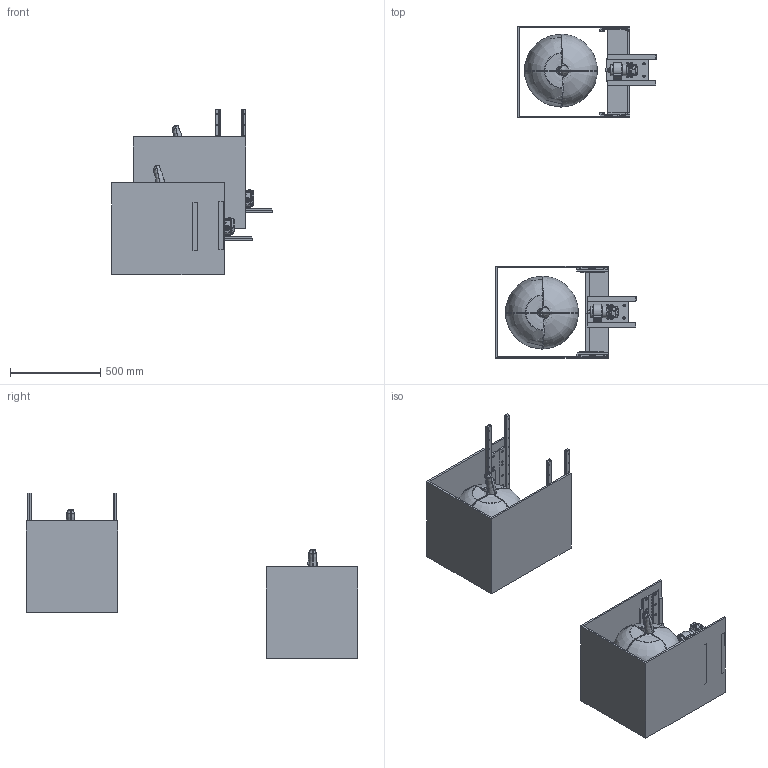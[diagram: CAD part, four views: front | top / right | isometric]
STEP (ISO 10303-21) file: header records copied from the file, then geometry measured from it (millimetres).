
FILE_DESCRIPTION( ( '' ), ' ' );
FILE_NAME( '5c9c1c565050eb14de51a8a0.step', '2019-03-28T00:59:03', ( '' ), ( '' ), ' ', ' ', ' ' );
FILE_SCHEMA( ( 'AUTOMOTIVE_DESIGN { 1 0 10303 214 1 1 1 1 }' ) );
Length unit declared in the file: metre
Products named in the file (32): 16 in RackAssembly <2>; innerRailBrace; 16 in rack; outerRailBrace; Vertical Gantry <1>; motor plate; Motor Mount; short inner brace; short outer brace; large pinion 60 circ v2; 9 in Rack Assembly <1>; 9 in rack; 16 in RackAssembly <1>; 9 in Rack Assembly <2>; Vertical Gantry <2>; Pumpkin <2>; Part 1; Surface 6; Surface 7; Surface 3; Surface 4; Surface 10; Surface 9; Surface 2; Surface 8; Surface 5; Pumpkin <1>; Assem1; Z Axis Bracket; 20x20 Box
Assembly tree (72 placements, depth 3):
  Assem1
    Z Axis Bracket  x2
    Part 1  x2
    Part 1  x2
    20x20 Box  x2
    9 in Rack Assembly <1>
      short inner brace  x2
      short outer brace  x2
      9 in rack
    Pumpkin <2>
      Part 1
      Surface 6
      Surface 7
      Surface 3
      Surface 4
      Surface 10
      Surface 9
      Surface 2
      Surface 8
      Surface 5
    Pumpkin <1>
      Surface 6
      Part 1
      Surface 3
      Surface 9
      Surface 2
      Surface 5
      Surface 10
      Surface 4
      Surface 7
      Surface 8
    9 in Rack Assembly <2>
      short outer brace  x2
      9 in rack
      short inner brace  x2
    Vertical Gantry <1>
      motor plate
      Motor Mount
      short inner brace  x2
      short outer brace  x2
      large pinion 60 circ v2
      16 in rack
    Vertical Gantry <2>
      short inner brace  x2
      large pinion 60 circ v2
      motor plate
      Motor Mount
      16 in rack
      short outer brace  x2
    16 in RackAssembly <1>
      outerRailBrace  x2
      16 in rack
      innerRailBrace  x2
    16 in RackAssembly <2>
      innerRailBrace  x2
      16 in rack
      outerRailBrace  x2
Bounding box: 888.47 x 1835.17 x 914.25 mm (x, y, z)
Volume: 29416833.2 mm3; surface area: 7429337.7 mm2
Topology: 44 solids, 64 shells, 3090 faces, 8378 edges, 5510 vertices
Faces by surface type: plane 1528, cylinder 886, bspline 306, extrusion 258, cone 78, revolution 18, torus 12, sphere 4
Full cylindrical faces by diameter (mm): 4 x2, 4.3 x2, 5.1 x4, 5.325 x2, 5.75 x2, 6.25 x2, 6.35 x82, 6.5 x4, 6.85 x4, 7.1 x2, 12.6 x4, 14.5 x2, 19.3 x4, 19.5 x2, 30.399 x2, 61.25 x2
Entity records: 79194 total; most frequent: CARTESIAN_POINT 40887, ORIENTED_EDGE 6791, DIRECTION 5617, EDGE_CURVE 3412, VERTEX_POINT 2267, AXIS2_PLACEMENT_3D 1906, VECTOR 1796, LINE 1708
